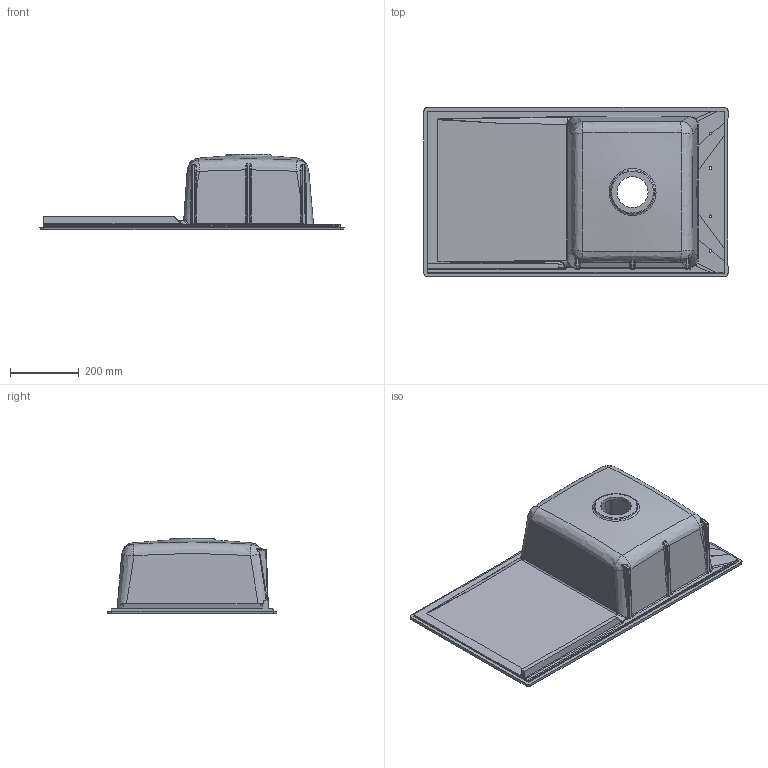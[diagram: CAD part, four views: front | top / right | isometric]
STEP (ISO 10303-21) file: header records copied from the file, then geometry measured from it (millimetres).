
FILE_DESCRIPTION(/* description */ (''),/* implementation_level */ '2;1');
FILE_NAME(/* name */ '33070F_33071F_33072F.stp',/* time_stamp */ '2022-07-14T15:07:53+02:00',/* author */ (''),/* organization */ (''),/* preprocessor_version */ 'ST-DEVELOPER v18.1',/* originating_system */ 'SIEMENS PLM Software NX 1973',/* authorisation */ '');
FILE_SCHEMA (('AUTOMOTIVE_DESIGN { 1 0 10303 214 3 1 1 1 }'));
Length unit declared in the file: millimetre
Products named in the file (1): rupp4338CD960e9u
Bounding box: 881.57 x 492.79 x 220 mm (x, y, z)
Volume: 9495622.4 mm3; surface area: 1390968.3 mm2
Topology: 1 solids, 1 shells, 245 faces, 639 edges, 380 vertices
Faces by surface type: bspline 164, cylinder 33, plane 29, cone 9, sphere 7, torus 3
Full cylindrical faces by diameter (mm): 8 x4, 32 x1, 90 x1
Entity records: 13525 total; most frequent: CARTESIAN_POINT 9013, ORIENTED_EDGE 1218, EDGE_CURVE 609, DIRECTION 497, B_SPLINE_CURVE_WITH_KNOTS 399, VERTEX_POINT 375, EDGE_LOOP 266, ADVANCED_FACE 245
